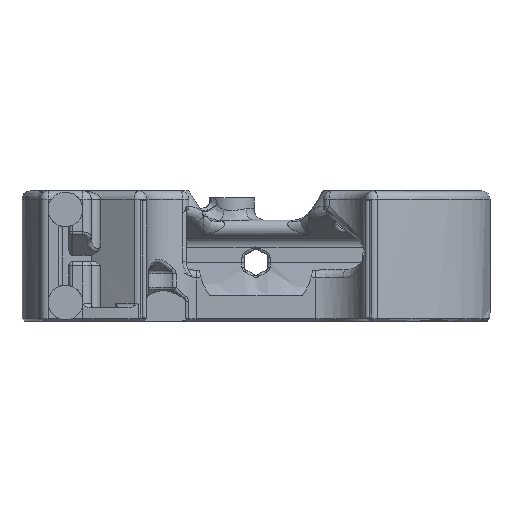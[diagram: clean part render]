
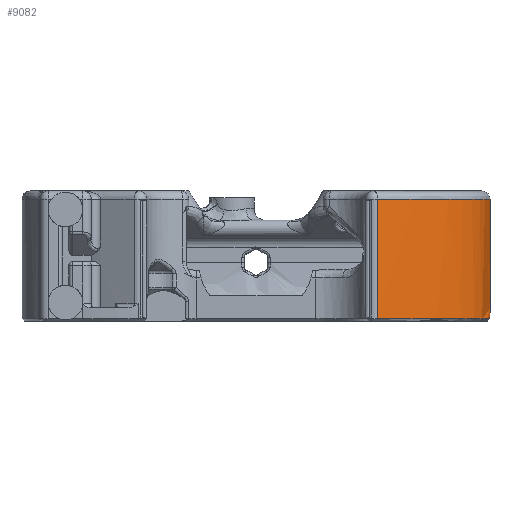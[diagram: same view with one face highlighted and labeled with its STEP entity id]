
A CAD part, front view. The second image highlights one B-rep face of the part: STEP entity #9082.
In plain terms, the highlighted free-form (B-spline) face has degree [3, 1] with [4, 2] control points.
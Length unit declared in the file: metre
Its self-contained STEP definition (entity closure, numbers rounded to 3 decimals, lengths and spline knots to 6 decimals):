
#360=B_SPLINE_SURFACE_WITH_KNOTS('',3,1,((#19190,#19191),(#19192,#19193),
(#19194,#19195),(#19196,#19197)),.SURF_OF_LINEAR_EXTRUSION.,.F.,.F.,.F.,
(4,4),(2,2),(0.06727,1.),(0.,1.),.PIECEWISE_BEZIER_KNOTS.);
#879=LINE('',#19198,#1423);
#880=LINE('',#19199,#1424);
#881=LINE('',#19201,#1425);
#1423=VECTOR('',#11491,1.);
#1424=VECTOR('',#11492,1.);
#1425=VECTOR('',#11493,1.);
#1788=B_SPLINE_CURVE_WITH_KNOTS('',3,(#14387,#14388,#14389,#14390,#14391,
#14392,#14393,#14394,#14395),.UNSPECIFIED.,.F.,.F.,(4,1,1,1,1,1,4),(0.,
0.007821,0.015641,0.019552,0.023462,
0.027372,0.031283),.UNSPECIFIED.);
#1923=B_SPLINE_CURVE_WITH_KNOTS('',3,(#18970,#18971,#18972,#18973),
 .UNSPECIFIED.,.F.,.F.,(4,4),(0.,1.),.UNSPECIFIED.);
#3302=ORIENTED_EDGE('',*,*,#5634,.T.);
#3303=ORIENTED_EDGE('',*,*,#5118,.T.);
#3304=ORIENTED_EDGE('',*,*,#5635,.F.);
#3305=ORIENTED_EDGE('',*,*,#5636,.F.);
#3306=ORIENTED_EDGE('',*,*,#5572,.T.);
#5118=EDGE_CURVE('',#6459,#6461,#1788,.T.);
#5572=EDGE_CURVE('',#6713,#6712,#1923,.T.);
#5634=EDGE_CURVE('',#6712,#6459,#879,.T.);
#5635=EDGE_CURVE('',#6744,#6461,#880,.T.);
#5636=EDGE_CURVE('',#6713,#6744,#881,.T.);
#6459=VERTEX_POINT('',#14109);
#6461=VERTEX_POINT('',#14386);
#6712=VERTEX_POINT('',#18817);
#6713=VERTEX_POINT('',#18944);
#6744=VERTEX_POINT('',#19200);
#7790=EDGE_LOOP('',(#3302,#3303,#3304,#3305,#3306));
#8421=FACE_BOUND('',#7790,.T.);
#9082=ADVANCED_FACE('',(#8421),#360,.F.);
#11491=DIRECTION('',(0.,0.,-1.));
#11492=DIRECTION('',(0.,0.,-1.));
#11493=DIRECTION('',(0.,0.,-1.));
#14109=CARTESIAN_POINT('',(0.038242,-0.038281,0.0029));
#14386=CARTESIAN_POINT('',(0.05825,-0.01625,0.0029));
#14387=CARTESIAN_POINT('',(0.038242,-0.038281,0.0029));
#14388=CARTESIAN_POINT('',(0.040508,-0.036992,0.0029));
#14389=CARTESIAN_POINT('',(0.045013,-0.034371,0.0029));
#14390=CARTESIAN_POINT('',(0.05035,-0.030595,0.0029));
#14391=CARTESIAN_POINT('',(0.054072,-0.026935,0.0029));
#14392=CARTESIAN_POINT('',(0.056388,-0.023753,0.0029));
#14393=CARTESIAN_POINT('',(0.057911,-0.020158,0.0029));
#14394=CARTESIAN_POINT('',(0.05825,-0.017557,0.0029));
#14395=CARTESIAN_POINT('',(0.05825,-0.01625,0.0029));
#18817=CARTESIAN_POINT('',(0.038242,-0.038281,0.0242));
#18944=CARTESIAN_POINT('',(0.05825,-0.01625,0.0242));
#18970=CARTESIAN_POINT('',(0.05825,-0.01625,0.0242));
#18971=CARTESIAN_POINT('',(0.05825,-0.026267,0.0242));
#18972=CARTESIAN_POINT('',(0.048571,-0.032404,0.0242));
#18973=CARTESIAN_POINT('',(0.038242,-0.038281,0.0242));
#19190=CARTESIAN_POINT('',(0.038242,-0.038281,0.0242));
#19191=CARTESIAN_POINT('',(0.038242,-0.038281,0.002772));
#19192=CARTESIAN_POINT('',(0.048571,-0.032404,0.0242));
#19193=CARTESIAN_POINT('',(0.048571,-0.032404,0.002772));
#19194=CARTESIAN_POINT('',(0.05825,-0.026267,0.0242));
#19195=CARTESIAN_POINT('',(0.05825,-0.026267,0.002772));
#19196=CARTESIAN_POINT('',(0.05825,-0.01625,0.0242));
#19197=CARTESIAN_POINT('',(0.05825,-0.01625,0.002772));
#19198=CARTESIAN_POINT('',(0.038242,-0.038281,0.0257));
#19199=CARTESIAN_POINT('',(0.05825,-0.01625,0.0038));
#19200=CARTESIAN_POINT('',(0.05825,-0.01625,0.0047));
#19201=CARTESIAN_POINT('',(0.05825,-0.01625,0.0025));
